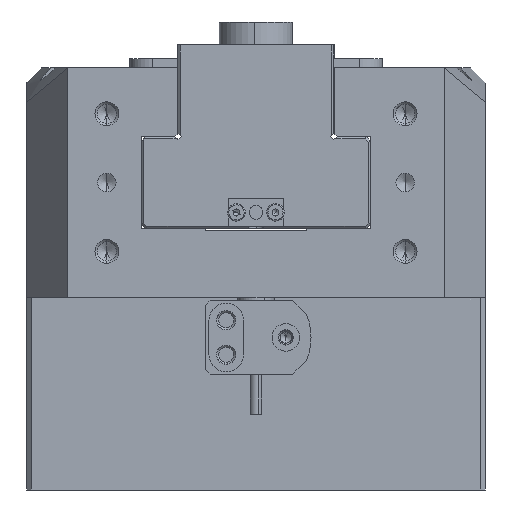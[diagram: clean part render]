
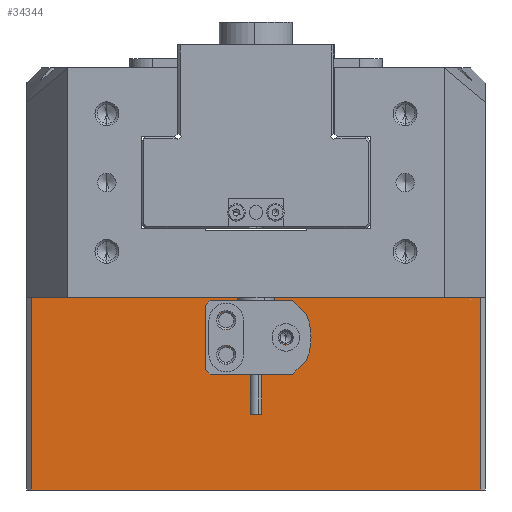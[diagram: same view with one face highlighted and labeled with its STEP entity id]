
A CAD part, left-side view. The second image highlights one B-rep face of the part: STEP entity #34344.
In plain terms, the highlighted planar face has unit normal (-1, 0, 0).
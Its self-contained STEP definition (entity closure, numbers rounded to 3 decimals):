
#485 = DIRECTION ( 'NONE',  ( 0., -1., 0. ) ) ;
#748 = CARTESIAN_POINT ( 'NONE',  ( -82.5, 6.5, -55. ) ) ;
#928 = CARTESIAN_POINT ( 'NONE',  ( -82.5, 69.495, -50. ) ) ;
#954 = EDGE_CURVE ( 'NONE', #28014, #2484, #24560, .T. ) ;
#2184 = CIRCLE ( 'NONE', #29424, 2.05 ) ;
#2484 = VERTEX_POINT ( 'NONE', #22228 ) ;
#3310 = ORIENTED_EDGE ( 'NONE', *, *, #27571, .T. ) ;
#3355 = AXIS2_PLACEMENT_3D ( 'NONE', #29276, #20392, #8444 ) ;
#3499 = EDGE_LOOP ( 'NONE', ( #5436, #29200 ) ) ;
#3945 = CIRCLE ( 'NONE', #3355, 1.55 ) ;
#4230 = CARTESIAN_POINT ( 'NONE',  ( -82.5, 49., -92. ) ) ;
#4275 = CIRCLE ( 'NONE', #18817, 1.55 ) ;
#4924 = DIRECTION ( 'NONE',  ( 0., -1., 0. ) ) ;
#5250 = VECTOR ( 'NONE', #14061, 1000. ) ;
#5340 = DIRECTION ( 'NONE',  ( 0., 0., 1. ) ) ;
#5436 = ORIENTED_EDGE ( 'NONE', *, *, #954, .T. ) ;
#5449 = CARTESIAN_POINT ( 'NONE',  ( -82.5, 0., -92. ) ) ;
#5540 = DIRECTION ( 'NONE',  ( 0., -1., 0. ) ) ;
#6213 = LINE ( 'NONE', #26278, #5250 ) ;
#7573 = CARTESIAN_POINT ( 'NONE',  ( -82.5, 6.5, -62.5 ) ) ;
#7911 = EDGE_CURVE ( 'NONE', #19695, #23169, #23436, .T. ) ;
#8005 = CIRCLE ( 'NONE', #16941, 2.05 ) ;
#8100 = CARTESIAN_POINT ( 'NONE',  ( -82.5, -49., -50. ) ) ;
#8444 = DIRECTION ( 'NONE',  ( 0., -1., 0. ) ) ;
#8677 = ORIENTED_EDGE ( 'NONE', *, *, #17154, .T. ) ;
#9157 = EDGE_CURVE ( 'NONE', #16756, #15545, #21540, .T. ) ;
#9370 = CARTESIAN_POINT ( 'NONE',  ( -82.5, 6.5, -60.45 ) ) ;
#10241 = CARTESIAN_POINT ( 'NONE',  ( -82.5, -6.5, -60.3 ) ) ;
#10632 = DIRECTION ( 'NONE',  ( 1., 0., 0. ) ) ;
#11223 = VECTOR ( 'NONE', #35564, 1000. ) ;
#12239 = EDGE_LOOP ( 'NONE', ( #3310, #28047 ) ) ;
#12269 = CARTESIAN_POINT ( 'NONE',  ( -82.5, 49., -50. ) ) ;
#13366 = CARTESIAN_POINT ( 'NONE',  ( -82.5, 6.5, -55. ) ) ;
#13475 = AXIS2_PLACEMENT_3D ( 'NONE', #748, #18464, #485 ) ;
#14035 = ORIENTED_EDGE ( 'NONE', *, *, #22817, .T. ) ;
#14061 = DIRECTION ( 'NONE',  ( 0., 1., 0. ) ) ;
#15328 = FACE_BOUND ( 'NONE', #3499, .T. ) ;
#15545 = VERTEX_POINT ( 'NONE', #4230 ) ;
#16756 = VERTEX_POINT ( 'NONE', #12269 ) ;
#16856 = CARTESIAN_POINT ( 'NONE',  ( -82.5, -49., -50. ) ) ;
#16941 = AXIS2_PLACEMENT_3D ( 'NONE', #13366, #10632, #37335 ) ;
#17154 = EDGE_CURVE ( 'NONE', #23169, #16756, #6213, .T. ) ;
#18464 = DIRECTION ( 'NONE',  ( 1., 0., 0. ) ) ;
#18489 = EDGE_CURVE ( 'NONE', #2484, #28014, #8005, .T. ) ;
#18817 = AXIS2_PLACEMENT_3D ( 'NONE', #20232, #26141, #34739 ) ;
#18910 = PLANE ( 'NONE',  #31579 ) ;
#19044 = DIRECTION ( 'NONE',  ( 0., -1., 0. ) ) ;
#19440 = CARTESIAN_POINT ( 'NONE',  ( -82.5, 6.5, -52.95 ) ) ;
#19695 = VERTEX_POINT ( 'NONE', #24058 ) ;
#20232 = CARTESIAN_POINT ( 'NONE',  ( -82.5, -6.5, -58.75 ) ) ;
#20392 = DIRECTION ( 'NONE',  ( 1., 0., 0. ) ) ;
#20651 = DIRECTION ( 'NONE',  ( 1., 0., 0. ) ) ;
#21136 = LINE ( 'NONE', #5449, #11223 ) ;
#21540 = LINE ( 'NONE', #28064, #32260 ) ;
#21880 = VERTEX_POINT ( 'NONE', #21947 ) ;
#21896 = CARTESIAN_POINT ( 'NONE',  ( -82.5, -6.5, -57.2 ) ) ;
#21897 = VERTEX_POINT ( 'NONE', #10241 ) ;
#21947 = CARTESIAN_POINT ( 'NONE',  ( -82.5, 6.5, -64.55 ) ) ;
#21966 = DIRECTION ( 'NONE',  ( -1., 0., 0. ) ) ;
#22228 = CARTESIAN_POINT ( 'NONE',  ( -82.5, 6.5, -57.05 ) ) ;
#22313 = VERTEX_POINT ( 'NONE', #21896 ) ;
#22817 = EDGE_CURVE ( 'NONE', #22313, #21897, #4275, .T. ) ;
#23169 = VERTEX_POINT ( 'NONE', #16856 ) ;
#23339 = FACE_BOUND ( 'NONE', #31831, .T. ) ;
#23414 = CARTESIAN_POINT ( 'NONE',  ( -82.5, 6.5, -62.5 ) ) ;
#23436 = LINE ( 'NONE', #8100, #32738 ) ;
#24058 = CARTESIAN_POINT ( 'NONE',  ( -82.5, -49., -92. ) ) ;
#24483 = AXIS2_PLACEMENT_3D ( 'NONE', #7573, #28669, #4924 ) ;
#24560 = CIRCLE ( 'NONE', #13475, 2.05 ) ;
#24914 = EDGE_CURVE ( 'NONE', #19695, #15545, #21136, .T. ) ;
#26141 = DIRECTION ( 'NONE',  ( 1., 0., 0. ) ) ;
#26278 = CARTESIAN_POINT ( 'NONE',  ( -82.5, 69.495, -50. ) ) ;
#26707 = EDGE_CURVE ( 'NONE', #21880, #26868, #2184, .T. ) ;
#26868 = VERTEX_POINT ( 'NONE', #9370 ) ;
#27527 = FACE_BOUND ( 'NONE', #12239, .T. ) ;
#27571 = EDGE_CURVE ( 'NONE', #26868, #21880, #31685, .T. ) ;
#27976 = ORIENTED_EDGE ( 'NONE', *, *, #29141, .T. ) ;
#28014 = VERTEX_POINT ( 'NONE', #19440 ) ;
#28047 = ORIENTED_EDGE ( 'NONE', *, *, #26707, .T. ) ;
#28064 = CARTESIAN_POINT ( 'NONE',  ( -82.5, 49., -50. ) ) ;
#28328 = DIRECTION ( 'NONE',  ( 0., 0., -1. ) ) ;
#28669 = DIRECTION ( 'NONE',  ( 1., 0., 0. ) ) ;
#29141 = EDGE_CURVE ( 'NONE', #21897, #22313, #3945, .T. ) ;
#29200 = ORIENTED_EDGE ( 'NONE', *, *, #18489, .T. ) ;
#29276 = CARTESIAN_POINT ( 'NONE',  ( -82.5, -6.5, -58.75 ) ) ;
#29424 = AXIS2_PLACEMENT_3D ( 'NONE', #23414, #20651, #5540 ) ;
#29848 = FACE_OUTER_BOUND ( 'NONE', #30704, .T. ) ;
#30704 = EDGE_LOOP ( 'NONE', ( #8677, #35758, #32681, #34315 ) ) ;
#31579 = AXIS2_PLACEMENT_3D ( 'NONE', #928, #21966, #19044 ) ;
#31685 = CIRCLE ( 'NONE', #24483, 2.05 ) ;
#31831 = EDGE_LOOP ( 'NONE', ( #14035, #27976 ) ) ;
#32260 = VECTOR ( 'NONE', #28328, 1000. ) ;
#32681 = ORIENTED_EDGE ( 'NONE', *, *, #24914, .F. ) ;
#32738 = VECTOR ( 'NONE', #5340, 1000. ) ;
#34315 = ORIENTED_EDGE ( 'NONE', *, *, #7911, .T. ) ;
#34344 = ADVANCED_FACE ( 'NONE', ( #23339, #27527, #15328, #29848 ), #18910, .T. ) ;
#34739 = DIRECTION ( 'NONE',  ( 0., -1., 0. ) ) ;
#35564 = DIRECTION ( 'NONE',  ( 0., 1., 0. ) ) ;
#35758 = ORIENTED_EDGE ( 'NONE', *, *, #9157, .T. ) ;
#37335 = DIRECTION ( 'NONE',  ( 0., -1., 0. ) ) ;
